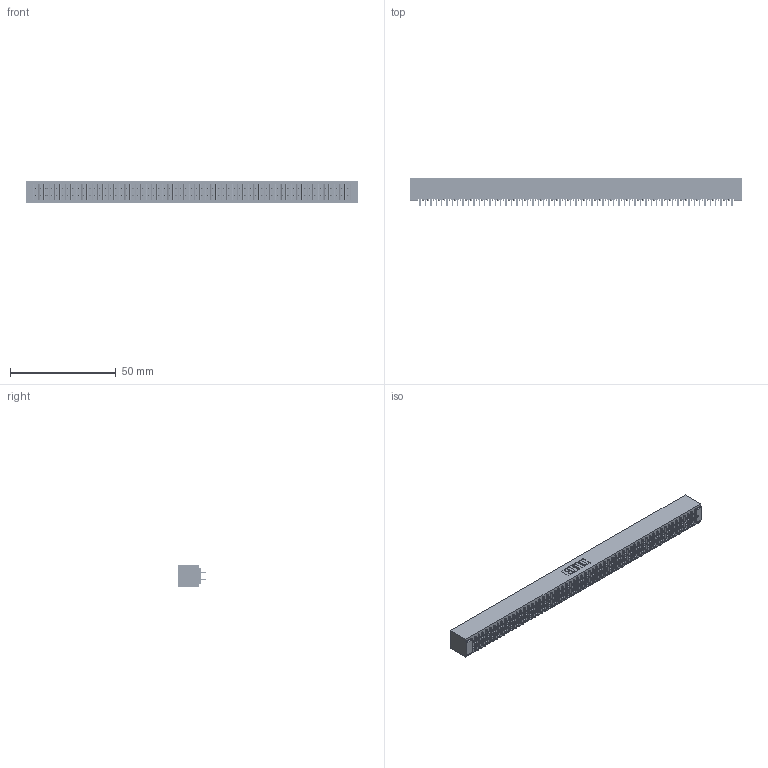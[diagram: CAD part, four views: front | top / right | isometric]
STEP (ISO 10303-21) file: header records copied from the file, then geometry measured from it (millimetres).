
FILE_DESCRIPTION (( 'STEP AP203' ), '1' );
FILE_NAME ('391-118-524-201.STEP', '2018-08-09T23:43:31', ( '' ), ( '' ), 'SwSTEP 2.0', 'SolidWorks 2016', '' );
FILE_SCHEMA (( 'CONFIG_CONTROL_DESIGN' ));
Length unit declared in the file: inch
Products named in the file (3): 341 Part_No Mounting Lugs; 341-292-001_341-292-124; 391-118-524-201
Assembly tree (119 placements, depth 2):
  391-118-524-201
    341 Part_No Mounting Lugs
    341-292-001_341-292-124  x118
Bounding box: 156.84 x 13.64 x 10.16 mm (x, y, z)
Volume: 11822 mm3; surface area: 21956.8 mm2
Topology: 119 solids, 119 shells, 7896 faces, 22889 edges, 14822 vertices
Faces by surface type: plane 4784, cylinder 2876, sphere 120, torus 116
Entity records: 68860 total; most frequent: CARTESIAN_POINT 11445, ORIENTED_EDGE 11374, DIRECTION 11093, EDGE_CURVE 5687, VECTOR 4617, LINE 4617, VERTEX_POINT 3590, AXIS2_PLACEMENT_3D 3238
